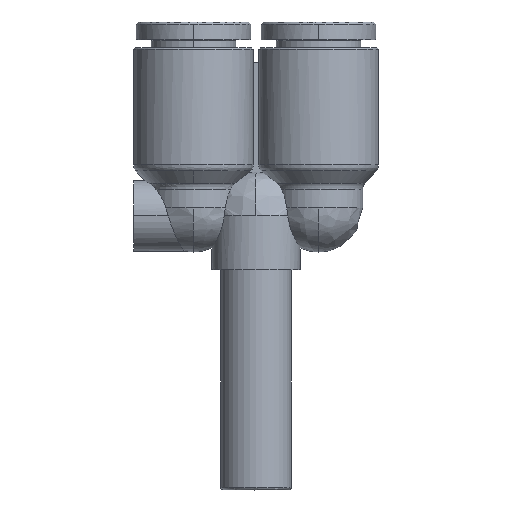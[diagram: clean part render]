
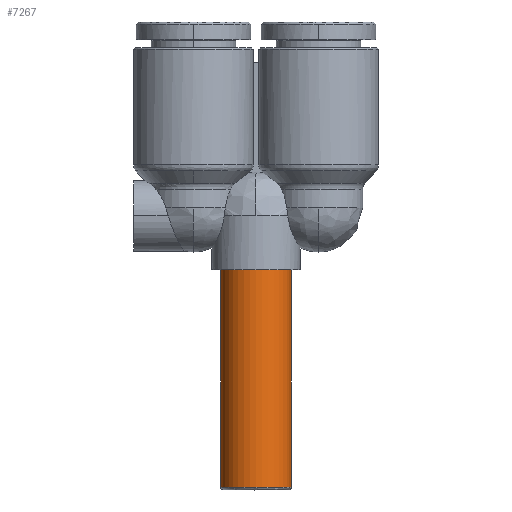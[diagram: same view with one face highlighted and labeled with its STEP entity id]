
A CAD part, top view. The second image highlights one B-rep face of the part: STEP entity #7267.
In plain terms, the highlighted cylindrical face has radius 4 mm (diameter 8 mm), a partial arc.
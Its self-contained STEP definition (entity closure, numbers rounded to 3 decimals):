
#587 = ORIENTED_EDGE ( 'NONE', *, *, #19026, .T. ) ;
#931 = CARTESIAN_POINT ( 'NONE',  ( -11.972, 0., 3.1 ) ) ;
#3353 = CARTESIAN_POINT ( 'NONE',  ( -24.472, 0., 7.1 ) ) ;
#3546 = VECTOR ( 'NONE', #13719, 1000. ) ;
#4618 = CYLINDRICAL_SURFACE ( 'NONE', #12202, 4. ) ;
#4767 = CARTESIAN_POINT ( 'NONE',  ( -24.472, 0., 11.1 ) ) ;
#6302 = DIRECTION ( 'NONE',  ( 0., 0., -1. ) ) ;
#7267 = ADVANCED_FACE ( 'NONE', ( #26192 ), #4618, .T. ) ;
#7663 = EDGE_CURVE ( 'NONE', #21913, #12278, #11559, .T. ) ;
#8505 = EDGE_LOOP ( 'NONE', ( #18585, #13076, #587, #18229 ) ) ;
#8888 = CARTESIAN_POINT ( 'NONE',  ( -11.972, 0., 7.1 ) ) ;
#9795 = CARTESIAN_POINT ( 'NONE',  ( -36.672, 0., 3.1 ) ) ;
#11194 = VERTEX_POINT ( 'NONE', #931 ) ;
#11559 = LINE ( 'NONE', #4767, #3546 ) ;
#12202 = AXIS2_PLACEMENT_3D ( 'NONE', #3353, #13135, #21992 ) ;
#12278 = VERTEX_POINT ( 'NONE', #12679 ) ;
#12679 = CARTESIAN_POINT ( 'NONE',  ( -11.972, 0., 11.1 ) ) ;
#13076 = ORIENTED_EDGE ( 'NONE', *, *, #7663, .T. ) ;
#13135 = DIRECTION ( 'NONE',  ( 1., 0., 0. ) ) ;
#13144 = DIRECTION ( 'NONE',  ( -1., 0., 0. ) ) ;
#13719 = DIRECTION ( 'NONE',  ( 1., 0., 0. ) ) ;
#15262 = AXIS2_PLACEMENT_3D ( 'NONE', #19243, #23982, #6302 ) ;
#15672 = EDGE_CURVE ( 'NONE', #16592, #21913, #16558, .T. ) ;
#16558 = CIRCLE ( 'NONE', #15262, 4. ) ;
#16592 = VERTEX_POINT ( 'NONE', #9795 ) ;
#17466 = CARTESIAN_POINT ( 'NONE',  ( -24.472, 0., 3.1 ) ) ;
#18229 = ORIENTED_EDGE ( 'NONE', *, *, #24926, .F. ) ;
#18585 = ORIENTED_EDGE ( 'NONE', *, *, #15672, .T. ) ;
#19026 = EDGE_CURVE ( 'NONE', #12278, #11194, #19479, .T. ) ;
#19243 = CARTESIAN_POINT ( 'NONE',  ( -36.672, 0., 7.1 ) ) ;
#19479 = CIRCLE ( 'NONE', #24593, 4. ) ;
#21651 = DIRECTION ( 'NONE',  ( 1., 0., 0. ) ) ;
#21913 = VERTEX_POINT ( 'NONE', #23853 ) ;
#21992 = DIRECTION ( 'NONE',  ( 0., 0., -1. ) ) ;
#23853 = CARTESIAN_POINT ( 'NONE',  ( -36.672, 0., 11.1 ) ) ;
#23982 = DIRECTION ( 'NONE',  ( 1., 0., 0. ) ) ;
#24593 = AXIS2_PLACEMENT_3D ( 'NONE', #8888, #13144, #26866 ) ;
#24926 = EDGE_CURVE ( 'NONE', #16592, #11194, #27245, .T. ) ;
#25505 = VECTOR ( 'NONE', #21651, 1000. ) ;
#26192 = FACE_OUTER_BOUND ( 'NONE', #8505, .T. ) ;
#26866 = DIRECTION ( 'NONE',  ( 0., 0., -1. ) ) ;
#27245 = LINE ( 'NONE', #17466, #25505 ) ;
